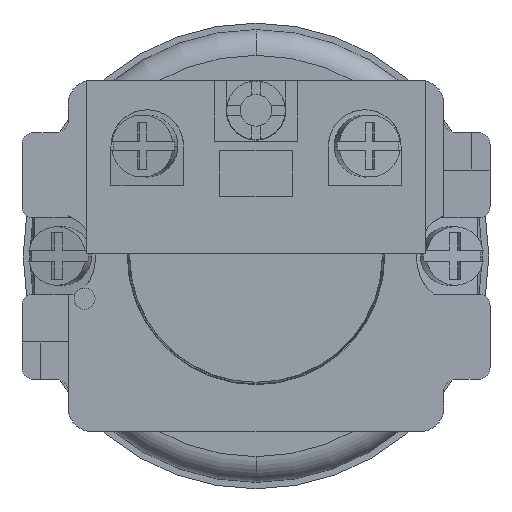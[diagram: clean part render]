
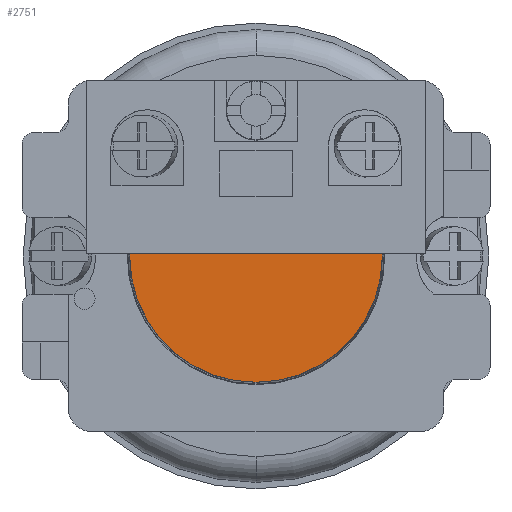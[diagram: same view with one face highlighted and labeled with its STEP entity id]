
A CAD part, front view. The second image highlights one B-rep face of the part: STEP entity #2751.
In plain terms, the highlighted planar face has unit normal (0, -1, 0).
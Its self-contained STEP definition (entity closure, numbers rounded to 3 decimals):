
#1003 = DIRECTION ( 'NONE',  ( 0., 1., 0. ) ) ;
#1947 = AXIS2_PLACEMENT_3D ( 'NONE', #8107, #1003, #4175 ) ;
#2144 = VERTEX_POINT ( 'NONE', #2172 ) ;
#2172 = CARTESIAN_POINT ( 'NONE',  ( 0., 10.7, 10.8 ) ) ;
#2212 = FACE_OUTER_BOUND ( 'NONE', #4138, .T. ) ;
#2255 = CARTESIAN_POINT ( 'NONE',  ( 0., 10.7, -10.8 ) ) ;
#2751 = ADVANCED_FACE ( 'NONE', ( #2212 ), #4604, .F. ) ;
#3228 = DIRECTION ( 'NONE',  ( 0., 1., 0. ) ) ;
#3364 = CIRCLE ( 'NONE', #3857, 10.8 ) ;
#3441 = ORIENTED_EDGE ( 'NONE', *, *, #4443, .F. ) ;
#3461 = DIRECTION ( 'NONE',  ( 0., 1., 0. ) ) ;
#3857 = AXIS2_PLACEMENT_3D ( 'NONE', #9503, #3228, #8575 ) ;
#4138 = EDGE_LOOP ( 'NONE', ( #9273, #3441 ) ) ;
#4175 = DIRECTION ( 'NONE',  ( 0., 0., 1. ) ) ;
#4443 = EDGE_CURVE ( 'NONE', #7689, #2144, #6093, .T. ) ;
#4604 = PLANE ( 'NONE',  #5470 ) ;
#5470 = AXIS2_PLACEMENT_3D ( 'NONE', #7764, #3461, #8955 ) ;
#6093 = CIRCLE ( 'NONE', #1947, 10.8 ) ;
#7689 = VERTEX_POINT ( 'NONE', #2255 ) ;
#7764 = CARTESIAN_POINT ( 'NONE',  ( 0., 10.7, 0. ) ) ;
#8034 = EDGE_CURVE ( 'NONE', #2144, #7689, #3364, .T. ) ;
#8107 = CARTESIAN_POINT ( 'NONE',  ( 0., 10.7, 0. ) ) ;
#8575 = DIRECTION ( 'NONE',  ( 0., 0., 1. ) ) ;
#8955 = DIRECTION ( 'NONE',  ( 0., 0., 1. ) ) ;
#9273 = ORIENTED_EDGE ( 'NONE', *, *, #8034, .F. ) ;
#9503 = CARTESIAN_POINT ( 'NONE',  ( 0., 10.7, 0. ) ) ;
